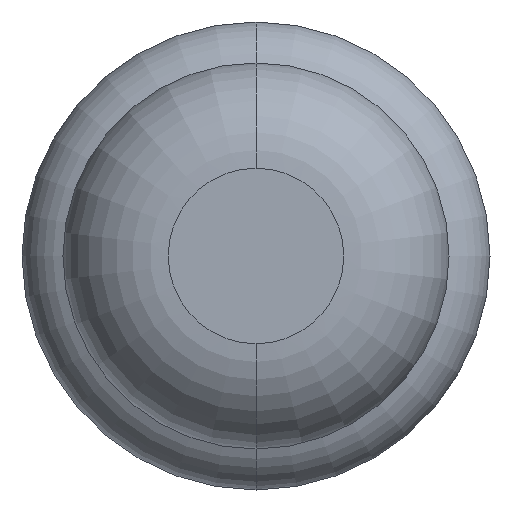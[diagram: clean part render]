
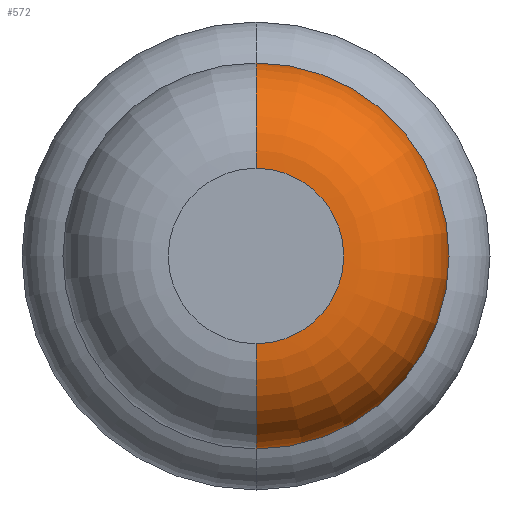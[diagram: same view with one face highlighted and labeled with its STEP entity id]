
A CAD part, front view. The second image highlights one B-rep face of the part: STEP entity #572.
In plain terms, the highlighted toroidal (fillet/blend) face has major radius 0.375 mm and minor radius 0.45 mm.
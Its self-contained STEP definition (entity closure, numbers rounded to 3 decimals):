
#27 = ORIENTED_EDGE ( 'NONE', *, *, #1923, .T. ) ;
#130 = ORIENTED_EDGE ( 'NONE', *, *, #803, .T. ) ;
#187 = DIRECTION ( 'NONE',  ( 0., 0., 1. ) ) ;
#550 = CARTESIAN_POINT ( 'NONE',  ( 0., -25.55, -0.825 ) ) ;
#568 = CIRCLE ( 'NONE', #3895, 0.825 ) ;
#572 = ADVANCED_FACE ( 'Defeature ausgef�hrt7_38', ( #3888 ), #3369, .T. ) ;
#739 = CARTESIAN_POINT ( 'NONE',  ( 0., -25.55, 0.825 ) ) ;
#803 = EDGE_CURVE ( 'Defeature ausgef�hrt7_38+Defeature ausgef�hrt7_37+Defeature ausgef�hrt7_37+Defeature ausgef�hrt7_37', #3832, #1823, #2757, .T. ) ;
#860 = DIRECTION ( 'NONE',  ( -1., 0., 0. ) ) ;
#1164 = AXIS2_PLACEMENT_3D ( 'NONE', #1969, #4020, #4386 ) ;
#1224 = EDGE_CURVE ( 'Defeature ausgef�hrt7_39+Defeature ausgef�hrt7_38+Defeature ausgef�hrt7_38+Defeature ausgef�hrt7_38', #3792, #2347, #568, .T. ) ;
#1598 = CARTESIAN_POINT ( 'NONE',  ( 0., -25.55, 0.375 ) ) ;
#1609 = CARTESIAN_POINT ( 'NONE',  ( 0., -25.55, 0. ) ) ;
#1667 = CARTESIAN_POINT ( 'NONE',  ( 0., -25.55, 0. ) ) ;
#1823 = VERTEX_POINT ( 'NONE', #2117 ) ;
#1923 = EDGE_CURVE ( 'NONE', #1823, #2347, #3412, .T. ) ;
#1969 = CARTESIAN_POINT ( 'NONE',  ( 0., -25.55, -0.375 ) ) ;
#1971 = AXIS2_PLACEMENT_3D ( 'NONE', #1598, #860, #3988 ) ;
#2117 = CARTESIAN_POINT ( 'NONE',  ( 0., -26., -0.375 ) ) ;
#2230 = DIRECTION ( 'NONE',  ( 0., 1., 0. ) ) ;
#2347 = VERTEX_POINT ( 'NONE', #550 ) ;
#2568 = AXIS2_PLACEMENT_3D ( 'NONE', #3287, #2230, #187 ) ;
#2757 = CIRCLE ( 'NONE', #2568, 0.375 ) ;
#2818 = EDGE_CURVE ( 'NONE', #3832, #3792, #3818, .T. ) ;
#3068 = DIRECTION ( 'NONE',  ( 0., 1., 0. ) ) ;
#3287 = CARTESIAN_POINT ( 'NONE',  ( 0., -26., 0. ) ) ;
#3354 = ORIENTED_EDGE ( 'NONE', *, *, #2818, .F. ) ;
#3369 = TOROIDAL_SURFACE ( 'NONE', #3528, 0.375, 0.45 ) ;
#3412 = CIRCLE ( 'NONE', #1164, 0.45 ) ;
#3470 = CARTESIAN_POINT ( 'NONE',  ( 0., -26., 0.375 ) ) ;
#3528 = AXIS2_PLACEMENT_3D ( 'NONE', #1609, #4001, #4368 ) ;
#3647 = ORIENTED_EDGE ( 'NONE', *, *, #1224, .F. ) ;
#3773 = EDGE_LOOP ( 'NONE', ( #130, #27, #3647, #3354 ) ) ;
#3792 = VERTEX_POINT ( 'NONE', #739 ) ;
#3818 = CIRCLE ( 'NONE', #1971, 0.45 ) ;
#3832 = VERTEX_POINT ( 'NONE', #3470 ) ;
#3888 = FACE_OUTER_BOUND ( 'NONE', #3773, .T. ) ;
#3895 = AXIS2_PLACEMENT_3D ( 'NONE', #1667, #3068, #4078 ) ;
#3988 = DIRECTION ( 'NONE',  ( 0., 0., 1. ) ) ;
#4001 = DIRECTION ( 'NONE',  ( 0., 1., 0. ) ) ;
#4020 = DIRECTION ( 'NONE',  ( 1., 0., 0. ) ) ;
#4078 = DIRECTION ( 'NONE',  ( 0., 0., 1. ) ) ;
#4368 = DIRECTION ( 'NONE',  ( 0., 0., 1. ) ) ;
#4386 = DIRECTION ( 'NONE',  ( 0., 0., -1. ) ) ;
